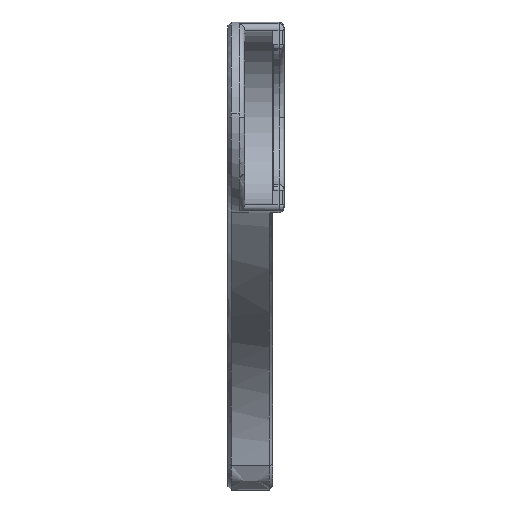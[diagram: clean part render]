
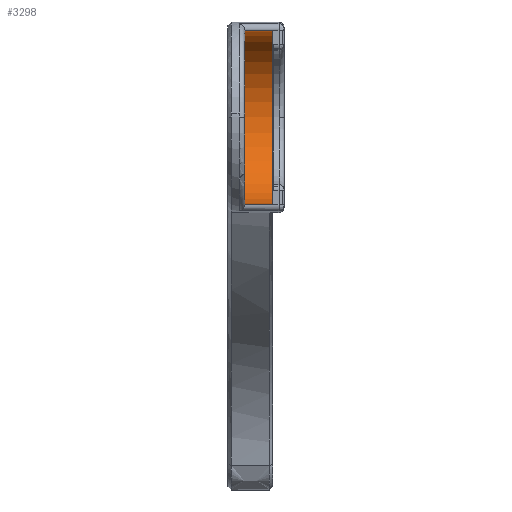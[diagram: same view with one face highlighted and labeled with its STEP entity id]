
A CAD part, top view. The second image highlights one B-rep face of the part: STEP entity #3298.
In plain terms, the highlighted cylindrical face has radius 15.5 mm (diameter 31 mm), a partial arc.
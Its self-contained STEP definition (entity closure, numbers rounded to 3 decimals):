
#84 = VERTEX_POINT ( 'NONE', #3533 ) ;
#397 = LINE ( 'NONE', #718, #3303 ) ;
#524 = AXIS2_PLACEMENT_3D ( 'NONE', #1514, #2810, #3107 ) ;
#531 = CARTESIAN_POINT ( 'NONE',  ( 8., 65.5, 305. ) ) ;
#623 = EDGE_LOOP ( 'NONE', ( #3401, #1848, #813, #2068 ) ) ;
#660 = CARTESIAN_POINT ( 'NONE',  ( 8., 50., 305. ) ) ;
#718 = CARTESIAN_POINT ( 'NONE',  ( 3., 65.5, 305. ) ) ;
#813 = ORIENTED_EDGE ( 'NONE', *, *, #1703, .F. ) ;
#996 = CARTESIAN_POINT ( 'NONE',  ( 3., 65.5, 305. ) ) ;
#1091 = AXIS2_PLACEMENT_3D ( 'NONE', #660, #2623, #3996 ) ;
#1155 = DIRECTION ( 'NONE',  ( 0., 1., 0. ) ) ;
#1201 = CYLINDRICAL_SURFACE ( 'NONE', #2176, 15.5 ) ;
#1343 = EDGE_CURVE ( 'NONE', #3091, #3020, #397, .T. ) ;
#1479 = FACE_OUTER_BOUND ( 'NONE', #623, .T. ) ;
#1514 = CARTESIAN_POINT ( 'NONE',  ( 3., 50., 305. ) ) ;
#1703 = EDGE_CURVE ( 'NONE', #3020, #84, #1776, .T. ) ;
#1776 = CIRCLE ( 'NONE', #1091, 15.5 ) ;
#1791 = EDGE_CURVE ( 'NONE', #4181, #84, #2030, .T. ) ;
#1848 = ORIENTED_EDGE ( 'NONE', *, *, #1791, .T. ) ;
#2030 = LINE ( 'NONE', #2329, #2870 ) ;
#2068 = ORIENTED_EDGE ( 'NONE', *, *, #1343, .F. ) ;
#2111 = DIRECTION ( 'NONE',  ( 1., 0., 0. ) ) ;
#2176 = AXIS2_PLACEMENT_3D ( 'NONE', #2751, #2111, #1155 ) ;
#2329 = CARTESIAN_POINT ( 'NONE',  ( 3., 34.5, 305. ) ) ;
#2608 = CARTESIAN_POINT ( 'NONE',  ( 3., 34.5, 305. ) ) ;
#2623 = DIRECTION ( 'NONE',  ( -1., 0., 0. ) ) ;
#2751 = CARTESIAN_POINT ( 'NONE',  ( 3., 50., 305. ) ) ;
#2810 = DIRECTION ( 'NONE',  ( 1., 0., 0. ) ) ;
#2870 = VECTOR ( 'NONE', #3285, 1000. ) ;
#2973 = CIRCLE ( 'NONE', #524, 15.5 ) ;
#3020 = VERTEX_POINT ( 'NONE', #531 ) ;
#3021 = EDGE_CURVE ( 'NONE', #4181, #3091, #2973, .T. ) ;
#3091 = VERTEX_POINT ( 'NONE', #996 ) ;
#3107 = DIRECTION ( 'NONE',  ( 0., 1., 0. ) ) ;
#3285 = DIRECTION ( 'NONE',  ( 1., 0., 0. ) ) ;
#3298 = ADVANCED_FACE ( 'NONE', ( #1479 ), #1201, .F. ) ;
#3303 = VECTOR ( 'NONE', #3360, 1000. ) ;
#3360 = DIRECTION ( 'NONE',  ( 1., 0., 0. ) ) ;
#3401 = ORIENTED_EDGE ( 'NONE', *, *, #3021, .F. ) ;
#3533 = CARTESIAN_POINT ( 'NONE',  ( 8., 34.5, 305. ) ) ;
#3996 = DIRECTION ( 'NONE',  ( 0., 1., 0. ) ) ;
#4181 = VERTEX_POINT ( 'NONE', #2608 ) ;
